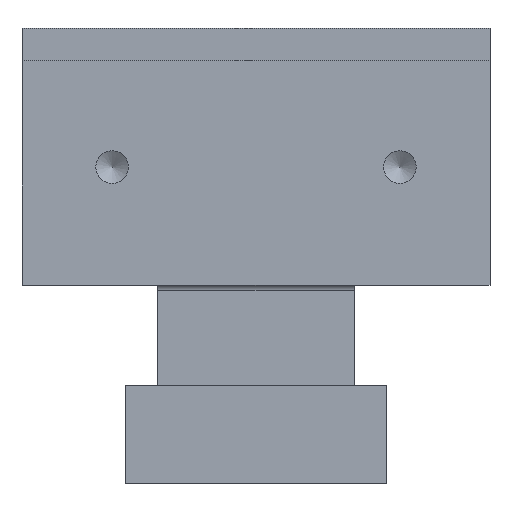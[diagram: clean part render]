
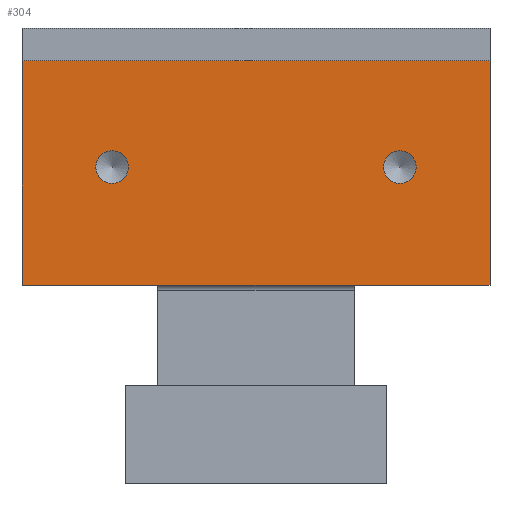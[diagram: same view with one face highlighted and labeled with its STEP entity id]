
A CAD part, front view. The second image highlights one B-rep face of the part: STEP entity #304.
In plain terms, the highlighted planar face has unit normal (0, -1, 0).
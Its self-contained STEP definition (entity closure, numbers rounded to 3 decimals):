
#304 = ADVANCED_FACE( '', ( #660, #661, #662 ), #663, .F. );
#660 = FACE_BOUND( '', #1093, .T. );
#661 = FACE_BOUND( '', #1094, .T. );
#662 = FACE_OUTER_BOUND( '', #1095, .T. );
#663 = PLANE( '', #1096 );
#1093 = EDGE_LOOP( '', ( #1662 ) );
#1094 = EDGE_LOOP( '', ( #1663 ) );
#1095 = EDGE_LOOP( '', ( #1664, #1665, #1666, #1667, #1668, #1669 ) );
#1096 = AXIS2_PLACEMENT_3D( '', #1670, #1671, #1672 );
#1662 = ORIENTED_EDGE( '', *, *, #2090, .T. );
#1663 = ORIENTED_EDGE( '', *, *, #2236, .T. );
#1664 = ORIENTED_EDGE( '', *, *, #2237, .T. );
#1665 = ORIENTED_EDGE( '', *, *, #2238, .T. );
#1666 = ORIENTED_EDGE( '', *, *, #2239, .F. );
#1667 = ORIENTED_EDGE( '', *, *, #2240, .F. );
#1668 = ORIENTED_EDGE( '', *, *, #2241, .F. );
#1669 = ORIENTED_EDGE( '', *, *, #2242, .F. );
#1670 = CARTESIAN_POINT( '', ( 15., 1., 15.4 ) );
#1671 = DIRECTION( '', ( 0., 1., 0. ) );
#1672 = DIRECTION( '', ( 0., 0., 1. ) );
#2090 = EDGE_CURVE( '', #2369, #2369, #2370, .T. );
#2236 = EDGE_CURVE( '', #2597, #2597, #2598, .T. );
#2237 = EDGE_CURVE( '', #2599, #2600, #2601, .T. );
#2238 = EDGE_CURVE( '', #2600, #2602, #2603, .T. );
#2239 = EDGE_CURVE( '', #2587, #2602, #2604, .T. );
#2240 = EDGE_CURVE( '', #2565, #2587, #2605, .F. );
#2241 = EDGE_CURVE( '', #2606, #2565, #2607, .T. );
#2242 = EDGE_CURVE( '', #2599, #2606, #2608, .T. );
#2369 = VERTEX_POINT( '', #2771 );
#2370 = CIRCLE( '', #2772, 2.5 );
#2565 = VERTEX_POINT( '', #2994 );
#2587 = VERTEX_POINT( '', #3021 );
#2597 = VERTEX_POINT( '', #3034 );
#2598 = CIRCLE( '', #3035, 2.5 );
#2599 = VERTEX_POINT( '', #3036 );
#2600 = VERTEX_POINT( '', #3037 );
#2601 = LINE( '', #3038, #3039 );
#2602 = VERTEX_POINT( '', #3040 );
#2603 = LINE( '', #3041, #3042 );
#2604 = LINE( '', #3043, #3044 );
#2605 = LINE( '', #3045, #3046 );
#2606 = VERTEX_POINT( '', #3047 );
#2607 = LINE( '', #3048, #3049 );
#2608 = LINE( '', #3050, #3051 );
#2771 = CARTESIAN_POINT( '', ( -22., 1., 30.95 ) );
#2772 = AXIS2_PLACEMENT_3D( '', #3232, #3233, #3234 );
#2994 = CARTESIAN_POINT( '', ( 15., 1., 15.4 ) );
#3021 = CARTESIAN_POINT( '', ( -15., 1., 15.4 ) );
#3034 = CARTESIAN_POINT( '', ( 22., 1., 30.95 ) );
#3035 = AXIS2_PLACEMENT_3D( '', #3447, #3448, #3449 );
#3036 = CARTESIAN_POINT( '', ( 35.8, 1., 49.7 ) );
#3037 = CARTESIAN_POINT( '', ( -35.8, 1., 49.7 ) );
#3038 = CARTESIAN_POINT( '', ( 36.621, 1., 49.7 ) );
#3039 = VECTOR( '', #3450, 1000. );
#3040 = CARTESIAN_POINT( '', ( -35.8, 1., 15.4 ) );
#3041 = CARTESIAN_POINT( '', ( -35.8, 1., 54.7 ) );
#3042 = VECTOR( '', #3451, 1000. );
#3043 = CARTESIAN_POINT( '', ( 35.8, 1., 15.4 ) );
#3044 = VECTOR( '', #3452, 1000. );
#3045 = CARTESIAN_POINT( '', ( -61.229, 1., 15.4 ) );
#3046 = VECTOR( '', #3453, 1000. );
#3047 = CARTESIAN_POINT( '', ( 35.8, 1., 15.4 ) );
#3048 = CARTESIAN_POINT( '', ( 35.8, 1., 15.4 ) );
#3049 = VECTOR( '', #3454, 1000. );
#3050 = CARTESIAN_POINT( '', ( 35.8, 1., 54.7 ) );
#3051 = VECTOR( '', #3455, 1000. );
#3232 = CARTESIAN_POINT( '', ( -22., 1., 33.45 ) );
#3233 = DIRECTION( '', ( 0., 1., 0. ) );
#3234 = DIRECTION( '', ( 0., 0., -1. ) );
#3447 = CARTESIAN_POINT( '', ( 22., 1., 33.45 ) );
#3448 = DIRECTION( '', ( 0., 1., 0. ) );
#3449 = DIRECTION( '', ( 0., 0., -1. ) );
#3450 = DIRECTION( '', ( -1., 0., 0. ) );
#3451 = DIRECTION( '', ( 0., 0., -1. ) );
#3452 = DIRECTION( '', ( -1., 0., 0. ) );
#3453 = DIRECTION( '', ( 1., 0., 0. ) );
#3454 = DIRECTION( '', ( -1., 0., 0. ) );
#3455 = DIRECTION( '', ( 0., 0., -1. ) );
